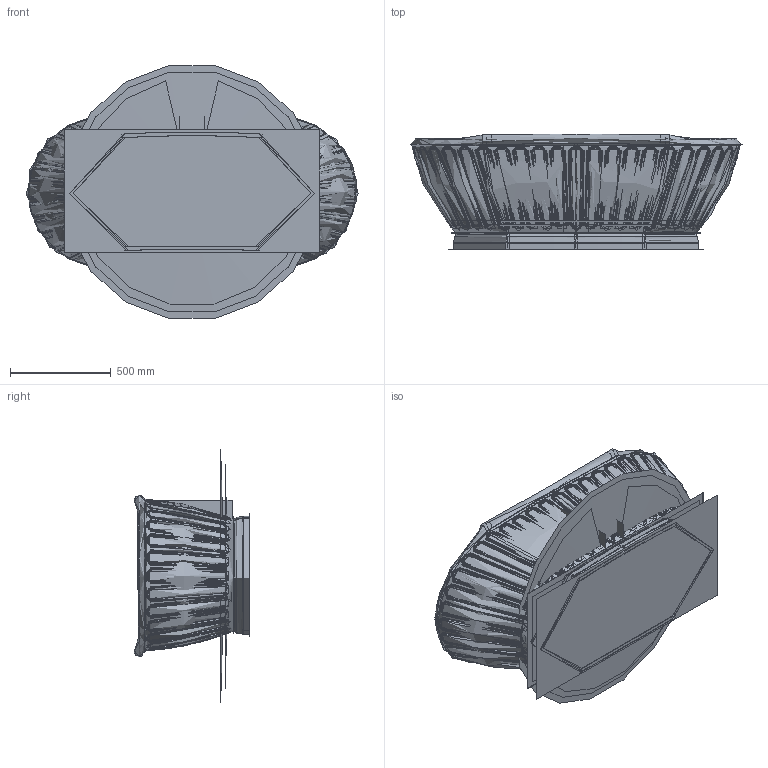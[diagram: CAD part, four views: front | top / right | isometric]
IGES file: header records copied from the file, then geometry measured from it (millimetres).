
Start section:  PTC IGES file: slf1690_asm-20200730.igs
Global section: file name: slf1690_asm-20200730.igs; native system: Pro/ENGINEER by Parametric Technology Corporation; preprocessor: 2008380; author: jessie; organization: Unknown; date: 20200730.095641; units: millimetre
Bounding box: 1645.04 x 572.87 x 1252.32 mm (x, y, z)
Volume: 17418660.1 mm3; surface area: 88693641.2 mm2
Topology: 1 solids, 4 shells, 1616 faces, 11822 edges, 16613 vertices
Faces by surface type: bspline 1406, revolution 200, extrusion 10
